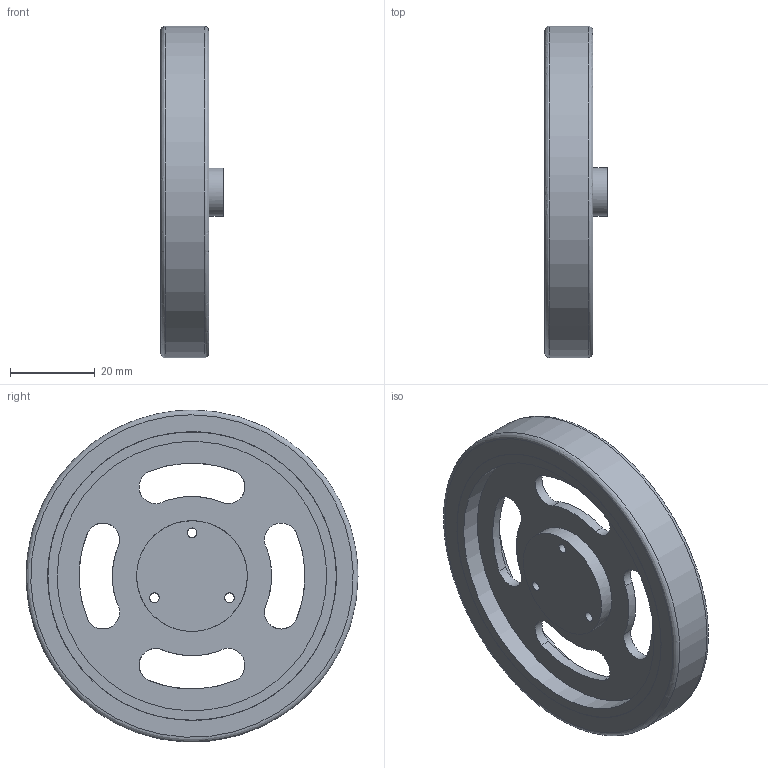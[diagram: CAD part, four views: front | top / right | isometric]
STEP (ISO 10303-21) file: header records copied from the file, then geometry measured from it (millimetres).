
FILE_DESCRIPTION(('FreeCAD Model'),'2;1');
FILE_NAME('Open CASCADE Shape Model','2025-05-03T13:47:33',('FreeCAD'),( 'FreeCAD'),'Open CASCADE STEP processor 7.6','FreeCAD','Unknown');
FILE_SCHEMA(('AUTOMOTIVE_DESIGN { 1 0 10303 214 1 1 1 1 }'));
Length unit declared in the file: millimetre
Products named in the file (1): Open CASCADE STEP translator 7.6 1
Bounding box: 14.73 x 78.15 x 78.13 mm (x, y, z)
Volume: 27035 mm3; surface area: 21999.8 mm2
Topology: 3 solids, 3 shells, 57 faces, 123 edges, 82 vertices
Faces by surface type: bspline 57
Entity records: 1973 total; most frequent: CARTESIAN_POINT 1205, ORIENTED_EDGE 246, EDGE_CURVE 123, FACE_BOUND 89, EDGE_LOOP 89, VERTEX_POINT 82, ADVANCED_FACE 57, B_SPLINE_CURVE_WITH_KNOTS 43
